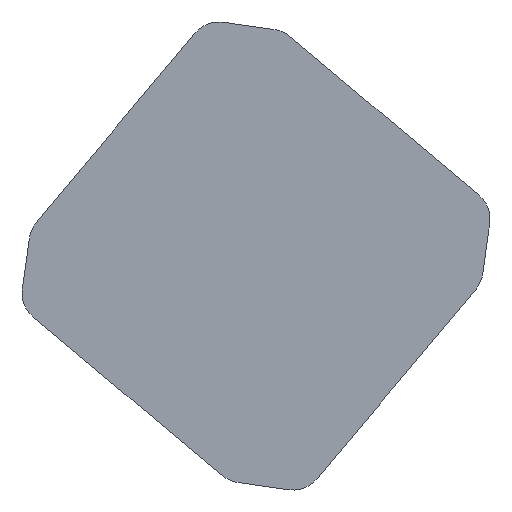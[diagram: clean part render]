
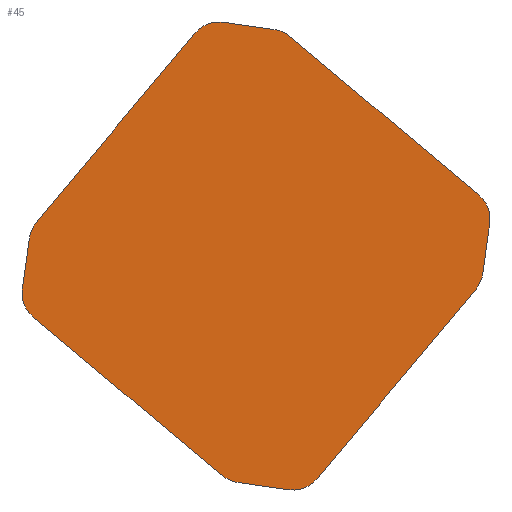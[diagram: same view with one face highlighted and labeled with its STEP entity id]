
A CAD part, top view. The second image highlights one B-rep face of the part: STEP entity #45.
In plain terms, the highlighted planar face has unit normal (0, 0, 1).
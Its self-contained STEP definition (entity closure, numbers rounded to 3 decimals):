
#45=ADVANCED_FACE('',(#81),#67,.F.);
#67=PLANE('',#492);
#81=FACE_OUTER_BOUND('',#103,.T.);
#103=EDGE_LOOP('',(#160,#161,#162,#163,#164,#165,#166,#167,#168,#169,#170,
#171,#172,#173,#174,#175));
#127=ELLIPSE('',#484,1.703,1.6);
#128=ELLIPSE('',#485,1.737,1.6);
#129=ELLIPSE('',#486,1.703,1.6);
#130=ELLIPSE('',#487,1.737,1.6);
#131=ELLIPSE('',#488,1.703,1.6);
#132=ELLIPSE('',#489,1.737,1.6);
#133=ELLIPSE('',#490,1.703,1.6);
#134=ELLIPSE('',#491,1.737,1.6);
#160=ORIENTED_EDGE('',*,*,#319,.T.);
#161=ORIENTED_EDGE('',*,*,#320,.T.);
#162=ORIENTED_EDGE('',*,*,#321,.F.);
#163=ORIENTED_EDGE('',*,*,#322,.T.);
#164=ORIENTED_EDGE('',*,*,#323,.T.);
#165=ORIENTED_EDGE('',*,*,#324,.T.);
#166=ORIENTED_EDGE('',*,*,#325,.F.);
#167=ORIENTED_EDGE('',*,*,#326,.T.);
#168=ORIENTED_EDGE('',*,*,#327,.T.);
#169=ORIENTED_EDGE('',*,*,#328,.T.);
#170=ORIENTED_EDGE('',*,*,#317,.F.);
#171=ORIENTED_EDGE('',*,*,#329,.T.);
#172=ORIENTED_EDGE('',*,*,#330,.T.);
#173=ORIENTED_EDGE('',*,*,#331,.T.);
#174=ORIENTED_EDGE('',*,*,#332,.F.);
#175=ORIENTED_EDGE('',*,*,#333,.T.);
#276=VERTEX_POINT('',#732);
#277=VERTEX_POINT('',#734);
#278=VERTEX_POINT('',#738);
#279=VERTEX_POINT('',#739);
#280=VERTEX_POINT('',#741);
#281=VERTEX_POINT('',#743);
#282=VERTEX_POINT('',#745);
#283=VERTEX_POINT('',#747);
#284=VERTEX_POINT('',#749);
#285=VERTEX_POINT('',#751);
#286=VERTEX_POINT('',#753);
#287=VERTEX_POINT('',#755);
#288=VERTEX_POINT('',#758);
#289=VERTEX_POINT('',#760);
#290=VERTEX_POINT('',#762);
#291=VERTEX_POINT('',#764);
#317=EDGE_CURVE('',#276,#277,#373,.T.);
#319=EDGE_CURVE('',#278,#279,#375,.T.);
#320=EDGE_CURVE('',#279,#280,#127,.T.);
#321=EDGE_CURVE('',#281,#280,#376,.T.);
#322=EDGE_CURVE('',#281,#282,#128,.T.);
#323=EDGE_CURVE('',#282,#283,#377,.T.);
#324=EDGE_CURVE('',#283,#284,#129,.T.);
#325=EDGE_CURVE('',#285,#284,#378,.T.);
#326=EDGE_CURVE('',#285,#286,#130,.T.);
#327=EDGE_CURVE('',#286,#287,#379,.T.);
#328=EDGE_CURVE('',#287,#277,#131,.T.);
#329=EDGE_CURVE('',#276,#288,#132,.T.);
#330=EDGE_CURVE('',#288,#289,#380,.T.);
#331=EDGE_CURVE('',#289,#290,#133,.T.);
#332=EDGE_CURVE('',#291,#290,#381,.T.);
#333=EDGE_CURVE('',#291,#278,#134,.T.);
#373=LINE('',#733,#417);
#375=LINE('',#737,#419);
#376=LINE('',#742,#420);
#377=LINE('',#746,#421);
#378=LINE('',#750,#422);
#379=LINE('',#754,#423);
#380=LINE('',#759,#424);
#381=LINE('',#763,#425);
#417=VECTOR('',#546,1.);
#419=VECTOR('',#550,1.);
#420=VECTOR('',#553,1.);
#421=VECTOR('',#556,1.);
#422=VECTOR('',#559,1.);
#423=VECTOR('',#562,1.);
#424=VECTOR('',#567,1.);
#425=VECTOR('',#570,1.);
#484=AXIS2_PLACEMENT_3D('',#740,#551,#552);
#485=AXIS2_PLACEMENT_3D('',#744,#554,#555);
#486=AXIS2_PLACEMENT_3D('',#748,#557,#558);
#487=AXIS2_PLACEMENT_3D('',#752,#560,#561);
#488=AXIS2_PLACEMENT_3D('',#756,#563,#564);
#489=AXIS2_PLACEMENT_3D('',#757,#565,#566);
#490=AXIS2_PLACEMENT_3D('',#761,#568,#569);
#491=AXIS2_PLACEMENT_3D('',#765,#571,#572);
#492=AXIS2_PLACEMENT_3D('',#766,#573,#574);
#546=DIRECTION('',(0.766,-0.643,0.));
#550=DIRECTION('',(-0.139,-0.99,0.));
#551=DIRECTION('',(0.,0.,1.));
#552=DIRECTION('',(0.991,-0.134,0.));
#553=DIRECTION('',(-0.766,0.643,0.));
#554=DIRECTION('',(0.,0.,1.));
#555=DIRECTION('',(0.385,-0.923,0.));
#556=DIRECTION('',(0.99,-0.14,0.));
#557=DIRECTION('',(0.,0.,1.));
#558=DIRECTION('',(0.134,0.991,0.));
#559=DIRECTION('',(-0.643,-0.766,0.));
#560=DIRECTION('',(0.,0.,1.));
#561=DIRECTION('',(0.923,0.384,0.));
#562=DIRECTION('',(0.136,0.991,0.));
#563=DIRECTION('',(0.,0.,1.));
#564=DIRECTION('',(-0.991,0.135,0.));
#565=DIRECTION('',(0.,0.,1.));
#566=DIRECTION('',(-0.385,0.923,0.));
#567=DIRECTION('',(-0.99,0.14,0.));
#568=DIRECTION('',(0.,0.,1.));
#569=DIRECTION('',(-0.134,-0.991,0.));
#570=DIRECTION('',(0.643,0.766,0.));
#571=DIRECTION('',(0.,0.,1.));
#572=DIRECTION('',(-0.923,-0.385,0.));
#573=DIRECTION('',(0.,0.,-1.));
#574=DIRECTION('',(-1.,0.,0.));
#732=CARTESIAN_POINT('',(1.734,10.949,0.));
#733=CARTESIAN_POINT('',(6.108,7.279,0.));
#734=CARTESIAN_POINT('',(11.12,3.073,0.));
#737=CARTESIAN_POINT('',(-11.235,1.577,0.));
#738=CARTESIAN_POINT('',(-11.332,0.891,0.));
#739=CARTESIAN_POINT('',(-11.688,-1.648,0.));
#740=CARTESIAN_POINT('',(-10.002,-1.884,0.));
#741=CARTESIAN_POINT('',(-11.121,-3.072,0.));
#742=CARTESIAN_POINT('',(-6.108,-7.279,0.));
#743=CARTESIAN_POINT('',(-1.733,-10.95,0.));
#744=CARTESIAN_POINT('',(-0.773,-9.628,0.));
#745=CARTESIAN_POINT('',(-0.893,-11.33,0.));
#746=CARTESIAN_POINT('',(-1.583,-11.233,0.));
#747=CARTESIAN_POINT('',(1.647,-11.688,0.));
#748=CARTESIAN_POINT('',(1.884,-10.002,0.));
#749=CARTESIAN_POINT('',(3.072,-11.122,0.));
#750=CARTESIAN_POINT('',(7.279,-6.108,0.));
#751=CARTESIAN_POINT('',(10.96,-1.721,0.));
#752=CARTESIAN_POINT('',(9.638,-0.761,0.));
#753=CARTESIAN_POINT('',(11.341,-0.876,0.));
#754=CARTESIAN_POINT('',(11.25,-1.541,0.));
#755=CARTESIAN_POINT('',(11.688,1.654,0.));
#756=CARTESIAN_POINT('',(10.,1.885,0.));
#757=CARTESIAN_POINT('',(0.774,9.627,0.));
#758=CARTESIAN_POINT('',(0.896,11.329,0.));
#759=CARTESIAN_POINT('',(1.589,11.231,0.));
#760=CARTESIAN_POINT('',(-1.646,11.688,0.));
#761=CARTESIAN_POINT('',(-1.883,10.002,0.));
#762=CARTESIAN_POINT('',(-3.071,11.122,0.));
#763=CARTESIAN_POINT('',(-7.279,6.108,0.));
#764=CARTESIAN_POINT('',(-10.951,1.731,0.));
#765=CARTESIAN_POINT('',(-9.629,0.771,0.));
#766=CARTESIAN_POINT('',(0.,0.,0.));
